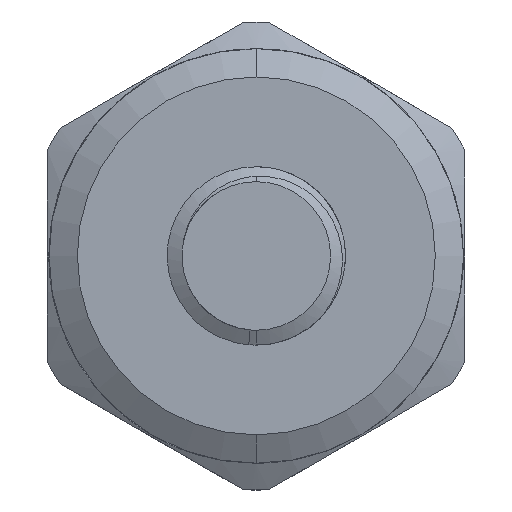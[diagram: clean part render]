
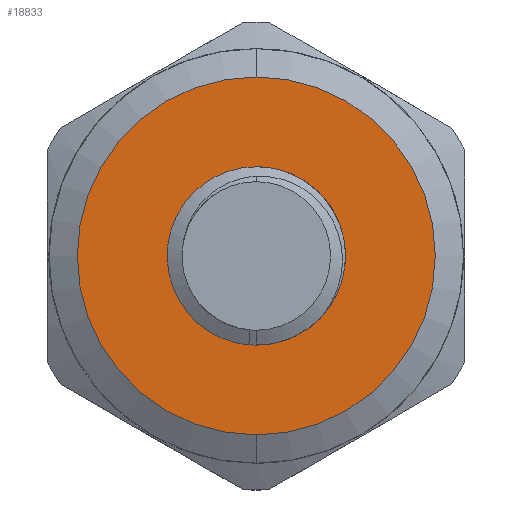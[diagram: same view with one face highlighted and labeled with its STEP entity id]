
A CAD part, front view. The second image highlights one B-rep face of the part: STEP entity #18833.
In plain terms, the highlighted planar face has unit normal (0, -1, 0).
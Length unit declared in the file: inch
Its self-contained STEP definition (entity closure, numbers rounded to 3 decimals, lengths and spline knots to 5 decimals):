
#436 = EDGE_CURVE ( 'NONE', #16841, #16208, #13367, .T. ) ;
#1525 = CARTESIAN_POINT ( 'NONE',  ( 0., -0.17958, -0.12045 ) ) ;
#2339 = EDGE_CURVE ( 'NONE', #16208, #16841, #6623, .T. ) ;
#3634 = VERTEX_POINT ( 'NONE', #1525 ) ;
#4101 = ORIENTED_EDGE ( 'NONE', *, *, #4655, .F. ) ;
#4253 = AXIS2_PLACEMENT_3D ( 'NONE', #16831, #19293, #18912 ) ;
#4655 = EDGE_CURVE ( 'NONE', #4878, #3634, #11046, .T. ) ;
#4878 = VERTEX_POINT ( 'NONE', #10143 ) ;
#5399 = CARTESIAN_POINT ( 'NONE',  ( 0., -0.17958, -0.0435 ) ) ;
#5568 = AXIS2_PLACEMENT_3D ( 'NONE', #13078, #13074, #13050 ) ;
#6064 = EDGE_CURVE ( 'NONE', #3634, #4878, #10553, .T. ) ;
#6537 = DIRECTION ( 'NONE',  ( 0., 0., 1. ) ) ;
#6623 = CIRCLE ( 'NONE', #11651, 0.0435 ) ;
#6693 = CARTESIAN_POINT ( 'NONE',  ( 0., -0.17958, 0.0435 ) ) ;
#6937 = DIRECTION ( 'NONE',  ( 0., 1., 0. ) ) ;
#7074 = CARTESIAN_POINT ( 'NONE',  ( 0.12045, -0.17958, 0. ) ) ;
#8536 = AXIS2_PLACEMENT_3D ( 'NONE', #7074, #6937, #6537 ) ;
#10091 = FACE_BOUND ( 'NONE', #20684, .T. ) ;
#10143 = CARTESIAN_POINT ( 'NONE',  ( 0., -0.17958, 0.12045 ) ) ;
#10553 = CIRCLE ( 'NONE', #14082, 0.12045 ) ;
#10797 = PLANE ( 'NONE',  #8536 ) ;
#11046 = CIRCLE ( 'NONE', #5568, 0.12045 ) ;
#11551 = DIRECTION ( 'NONE',  ( 0., 0., 1. ) ) ;
#11621 = DIRECTION ( 'NONE',  ( 0., 1., 0. ) ) ;
#11651 = AXIS2_PLACEMENT_3D ( 'NONE', #11907, #11621, #11551 ) ;
#11907 = CARTESIAN_POINT ( 'NONE',  ( 0., -0.17958, 0. ) ) ;
#13050 = DIRECTION ( 'NONE',  ( 0., 0., 1. ) ) ;
#13074 = DIRECTION ( 'NONE',  ( 0., 1., 0. ) ) ;
#13078 = CARTESIAN_POINT ( 'NONE',  ( 0., -0.17958, 0. ) ) ;
#13367 = CIRCLE ( 'NONE', #4253, 0.0435 ) ;
#13414 = ORIENTED_EDGE ( 'NONE', *, *, #6064, .F. ) ;
#13482 = ORIENTED_EDGE ( 'NONE', *, *, #436, .T. ) ;
#14082 = AXIS2_PLACEMENT_3D ( 'NONE', #21026, #21003, #20991 ) ;
#14416 = FACE_OUTER_BOUND ( 'NONE', #20592, .T. ) ;
#16208 = VERTEX_POINT ( 'NONE', #6693 ) ;
#16831 = CARTESIAN_POINT ( 'NONE',  ( 0., -0.17958, 0. ) ) ;
#16841 = VERTEX_POINT ( 'NONE', #5399 ) ;
#18833 = ADVANCED_FACE ( 'NONE', ( #14416, #10091 ), #10797, .F. ) ;
#18912 = DIRECTION ( 'NONE',  ( 0., 0., 1. ) ) ;
#19293 = DIRECTION ( 'NONE',  ( 0., 1., 0. ) ) ;
#20592 = EDGE_LOOP ( 'NONE', ( #4101, #13414 ) ) ;
#20684 = EDGE_LOOP ( 'NONE', ( #21393, #13482 ) ) ;
#20991 = DIRECTION ( 'NONE',  ( 0., 0., 1. ) ) ;
#21003 = DIRECTION ( 'NONE',  ( 0., 1., 0. ) ) ;
#21026 = CARTESIAN_POINT ( 'NONE',  ( 0., -0.17958, 0. ) ) ;
#21393 = ORIENTED_EDGE ( 'NONE', *, *, #2339, .T. ) ;
